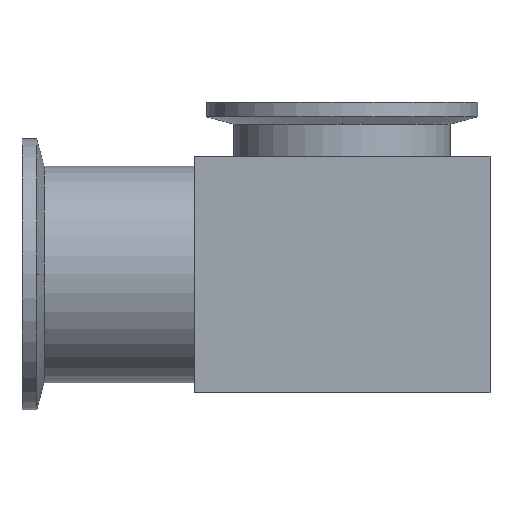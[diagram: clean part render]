
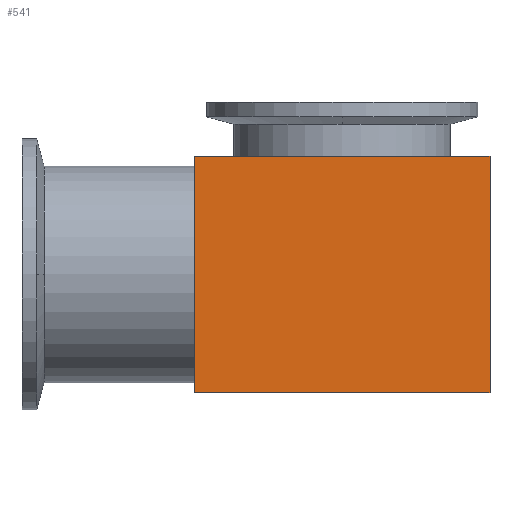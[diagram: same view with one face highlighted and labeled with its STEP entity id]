
A CAD part, front view. The second image highlights one B-rep face of the part: STEP entity #541.
In plain terms, the highlighted planar face has unit normal (0, -1, 0).
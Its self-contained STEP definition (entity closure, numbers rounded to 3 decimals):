
#77 = CARTESIAN_POINT ( 'NONE',  ( -30., -35., -24. ) ) ;
#150 = LINE ( 'NONE', #1450, #746 ) ;
#165 = EDGE_LOOP ( 'NONE', ( #236, #545, #909, #1272 ) ) ;
#187 = LINE ( 'NONE', #383, #795 ) ;
#210 = VERTEX_POINT ( 'NONE', #536 ) ;
#211 = VECTOR ( 'NONE', #1546, 1000. ) ;
#236 = ORIENTED_EDGE ( 'NONE', *, *, #1534, .F. ) ;
#292 = CARTESIAN_POINT ( 'NONE',  ( -30., -35., -24. ) ) ;
#347 = DIRECTION ( 'NONE',  ( 0., 1., 0. ) ) ;
#383 = CARTESIAN_POINT ( 'NONE',  ( -30., -35., 24. ) ) ;
#536 = CARTESIAN_POINT ( 'NONE',  ( 30., -35., 24. ) ) ;
#541 = ADVANCED_FACE ( 'NONE', ( #1124 ), #1403, .F. ) ;
#545 = ORIENTED_EDGE ( 'NONE', *, *, #1573, .F. ) ;
#657 = AXIS2_PLACEMENT_3D ( 'NONE', #1130, #347, #1280 ) ;
#746 = VECTOR ( 'NONE', #770, 1000. ) ;
#755 = CARTESIAN_POINT ( 'NONE',  ( 30., -35., 24. ) ) ;
#770 = DIRECTION ( 'NONE',  ( 0., 0., -1. ) ) ;
#795 = VECTOR ( 'NONE', #1580, 1000. ) ;
#909 = ORIENTED_EDGE ( 'NONE', *, *, #1577, .T. ) ;
#1021 = CARTESIAN_POINT ( 'NONE',  ( 30., -35., -24. ) ) ;
#1035 = DIRECTION ( 'NONE',  ( 1., 0., 0. ) ) ;
#1088 = VERTEX_POINT ( 'NONE', #292 ) ;
#1098 = VECTOR ( 'NONE', #1035, 1000. ) ;
#1099 = CARTESIAN_POINT ( 'NONE',  ( -30., -35., 24. ) ) ;
#1124 = FACE_OUTER_BOUND ( 'NONE', #165, .T. ) ;
#1130 = CARTESIAN_POINT ( 'NONE',  ( -30., -35., 24. ) ) ;
#1154 = LINE ( 'NONE', #77, #1098 ) ;
#1272 = ORIENTED_EDGE ( 'NONE', *, *, #1579, .T. ) ;
#1280 = DIRECTION ( 'NONE',  ( 0., 0., 1. ) ) ;
#1403 = PLANE ( 'NONE',  #657 ) ;
#1418 = VERTEX_POINT ( 'NONE', #1099 ) ;
#1450 = CARTESIAN_POINT ( 'NONE',  ( -30., -35., 24. ) ) ;
#1515 = VERTEX_POINT ( 'NONE', #1021 ) ;
#1534 = EDGE_CURVE ( 'NONE', #210, #1515, #1597, .T. ) ;
#1546 = DIRECTION ( 'NONE',  ( 0., 0., -1. ) ) ;
#1573 = EDGE_CURVE ( 'NONE', #1418, #210, #187, .T. ) ;
#1577 = EDGE_CURVE ( 'NONE', #1418, #1088, #150, .T. ) ;
#1579 = EDGE_CURVE ( 'NONE', #1088, #1515, #1154, .T. ) ;
#1580 = DIRECTION ( 'NONE',  ( 1., 0., 0. ) ) ;
#1597 = LINE ( 'NONE', #755, #211 ) ;
